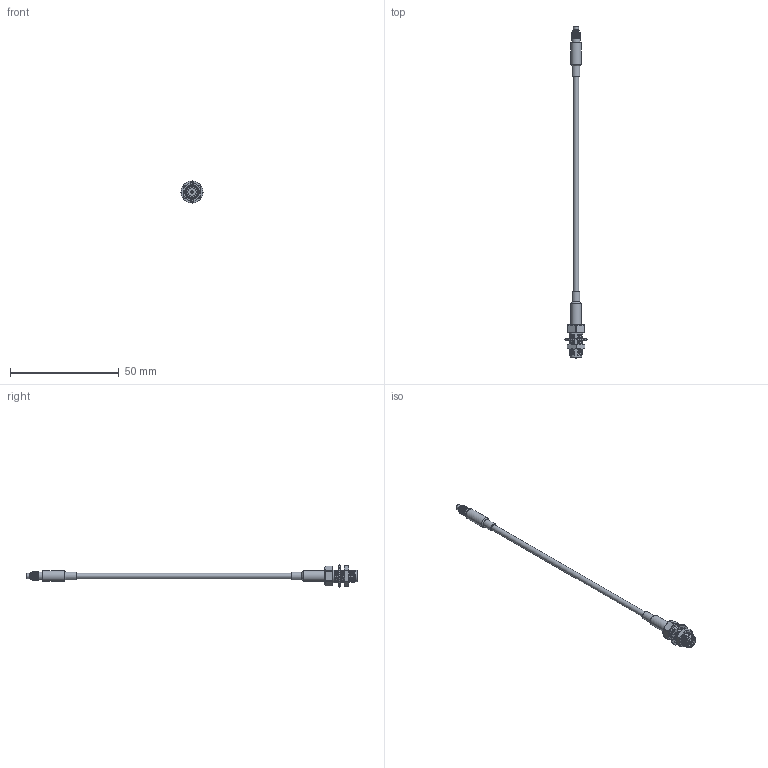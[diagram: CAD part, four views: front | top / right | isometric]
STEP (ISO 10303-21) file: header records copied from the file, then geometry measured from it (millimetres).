
FILE_DESCRIPTION(/* description */ ('Unknown'),/* implementation_level */ '2;1');
FILE_NAME(/* name */ '65530260515303',/* time_stamp */ '2019-06-20T11:40:19+02:00',/* author */ ('Unknown'),/* organization */ ('Unknown'),/* preprocessor_version */ 'ST-DEVELOPER v16.7',/* originating_system */ 'DEX',/* authorisation */ $);
FILE_SCHEMA (('AUTOMOTIVE_DESIGN {1 0 10303 214 3 1 1}'));
Products named in the file (1): 65530260515303
Bounding box: 10.2 x 152.82 x 10.2 mm (x, y, z)
Volume: 1558.8 mm3; surface area: 7137.4 mm2
Topology: 18 solids, 18 shells, 4019 faces, 8307 edges, 4341 vertices
Faces by surface type: bspline 2832, cylinder 872, plane 228, cone 68, torus 19
Full cylindrical faces by diameter (mm): 0.4 x3, 0.5 x1, 0.52 x2, 0.6 x2, 0.8 x2, 0.92 x1, 1.27 x3, 1.28 x2, 1.4 x1, 1.47 x1, 1.53 x2, 1.55 x3, 2 x1, 2.1 x2, 2.38 x1, 2.4 x1, 2.5 x1, 2.6 x3, 2.7 x3, 2.8 x1, 3.1 x1, 3.2 x1, 3.58 x1, 3.6 x2, 3.8 x4, 3.84 x1, 3.85 x1, 4 x1, 4.8 x2, 4.95 x1
Entity records: 159720 total; most frequent: CARTESIAN_POINT 107313, ORIENTED_EDGE 16380, EDGE_CURVE 8190, VERTEX_POINT 4310, FACE_BOUND 4152, EDGE_LOOP 4150, ADVANCED_FACE 4018, DIRECTION 3750
